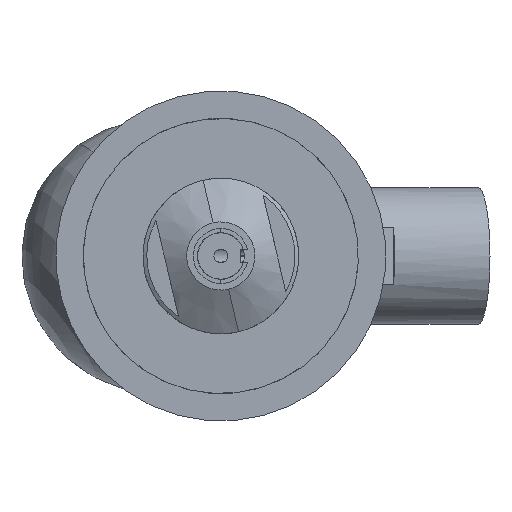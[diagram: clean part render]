
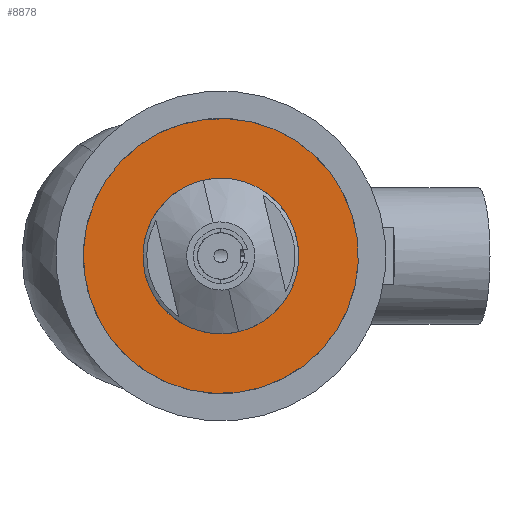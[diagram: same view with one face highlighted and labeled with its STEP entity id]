
A CAD part, left-side view. The second image highlights one B-rep face of the part: STEP entity #8878.
In plain terms, the highlighted planar face has unit normal (-1, 0, 0).
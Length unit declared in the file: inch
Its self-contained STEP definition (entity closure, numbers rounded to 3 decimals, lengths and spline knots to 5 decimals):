
#155 = CARTESIAN_POINT ( 'NONE',  ( -0.3575, -0.01703, 0.35359 ) ) ;
#379 = CARTESIAN_POINT ( 'NONE',  ( -0.3575, 0., 0. ) ) ;
#534 = VERTEX_POINT ( 'NONE', #14516 ) ;
#778 = EDGE_LOOP ( 'NONE', ( #6704, #7462 ) ) ;
#817 = FACE_BOUND ( 'NONE', #778, .T. ) ;
#1177 = CARTESIAN_POINT ( 'NONE',  ( -0.3575, 0.01703, -0.35359 ) ) ;
#1206 = DIRECTION ( 'NONE',  ( 1., 0., 0. ) ) ;
#1353 = AXIS2_PLACEMENT_3D ( 'NONE', #8318, #12125, #11895 ) ;
#1845 = AXIS2_PLACEMENT_3D ( 'NONE', #379, #9078, #2717 ) ;
#2056 = DIRECTION ( 'NONE',  ( 0., -0.048, 0.999 ) ) ;
#2323 = DIRECTION ( 'NONE',  ( 0., 0.048, -0.999 ) ) ;
#2408 = VERTEX_POINT ( 'NONE', #155 ) ;
#2717 = DIRECTION ( 'NONE',  ( 0., -0.048, 0.999 ) ) ;
#3453 = EDGE_CURVE ( 'NONE', #2408, #4584, #9726, .T. ) ;
#3690 = EDGE_CURVE ( 'NONE', #534, #6379, #13032, .T. ) ;
#3800 = AXIS2_PLACEMENT_3D ( 'NONE', #9146, #11809, #9288 ) ;
#3961 = ORIENTED_EDGE ( 'NONE', *, *, #10355, .T. ) ;
#4087 = CARTESIAN_POINT ( 'NONE',  ( -0.3575, -0.03007, 0.62428 ) ) ;
#4584 = VERTEX_POINT ( 'NONE', #1177 ) ;
#5680 = FACE_OUTER_BOUND ( 'NONE', #11850, .T. ) ;
#6379 = VERTEX_POINT ( 'NONE', #4087 ) ;
#6507 = EDGE_CURVE ( 'NONE', #4584, #2408, #7307, .T. ) ;
#6704 = ORIENTED_EDGE ( 'NONE', *, *, #3453, .F. ) ;
#7055 = AXIS2_PLACEMENT_3D ( 'NONE', #12948, #10487, #2056 ) ;
#7307 = CIRCLE ( 'NONE', #7055, 0.354 ) ;
#7462 = ORIENTED_EDGE ( 'NONE', *, *, #6507, .F. ) ;
#8318 = CARTESIAN_POINT ( 'NONE',  ( -0.3575, 0., 0. ) ) ;
#8878 = ADVANCED_FACE ( 'NONE', ( #817, #5680 ), #10511, .F. ) ;
#9078 = DIRECTION ( 'NONE',  ( -1., 0., 0. ) ) ;
#9146 = CARTESIAN_POINT ( 'NONE',  ( -0.3575, 0., 0. ) ) ;
#9288 = DIRECTION ( 'NONE',  ( 0., -0.048, 0.999 ) ) ;
#9726 = CIRCLE ( 'NONE', #1845, 0.354 ) ;
#9856 = ORIENTED_EDGE ( 'NONE', *, *, #3690, .T. ) ;
#10355 = EDGE_CURVE ( 'NONE', #6379, #534, #10605, .T. ) ;
#10487 = DIRECTION ( 'NONE',  ( -1., 0., 0. ) ) ;
#10511 = PLANE ( 'NONE',  #15357 ) ;
#10605 = CIRCLE ( 'NONE', #3800, 0.625 ) ;
#11809 = DIRECTION ( 'NONE',  ( -1., 0., 0. ) ) ;
#11850 = EDGE_LOOP ( 'NONE', ( #3961, #9856 ) ) ;
#11895 = DIRECTION ( 'NONE',  ( 0., -0.048, 0.999 ) ) ;
#12125 = DIRECTION ( 'NONE',  ( -1., 0., 0. ) ) ;
#12948 = CARTESIAN_POINT ( 'NONE',  ( -0.3575, 0., 0. ) ) ;
#13032 = CIRCLE ( 'NONE', #1353, 0.625 ) ;
#14516 = CARTESIAN_POINT ( 'NONE',  ( -0.3575, 0.03007, -0.62428 ) ) ;
#15357 = AXIS2_PLACEMENT_3D ( 'NONE', #15638, #1206, #2323 ) ;
#15638 = CARTESIAN_POINT ( 'NONE',  ( -0.3575, 0.62428, 0.03007 ) ) ;
